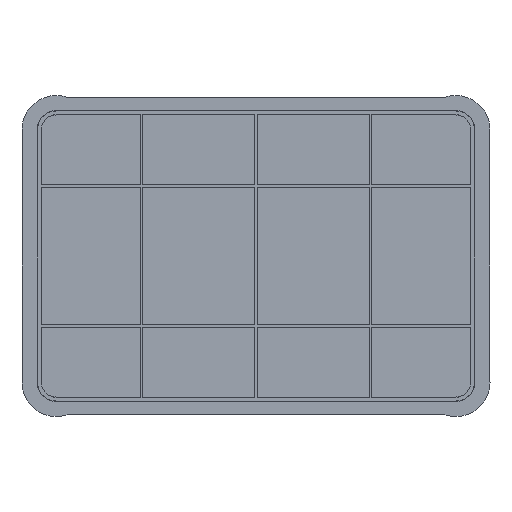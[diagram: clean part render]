
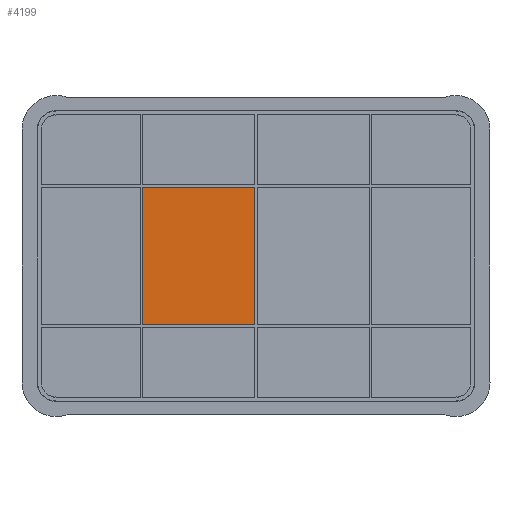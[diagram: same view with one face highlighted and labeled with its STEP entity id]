
A CAD part, front view. The second image highlights one B-rep face of the part: STEP entity #4199.
In plain terms, the highlighted planar face has unit normal (0, -1, 0).
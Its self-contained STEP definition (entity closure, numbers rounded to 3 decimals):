
#206 = CARTESIAN_POINT ( 'NONE',  ( -1.762, 5., 0. ) ) ;
#466 = ORIENTED_EDGE ( 'NONE', *, *, #10588, .T. ) ;
#826 = FACE_OUTER_BOUND ( 'NONE', #10328, .T. ) ;
#941 = VERTEX_POINT ( 'NONE', #7264 ) ;
#1417 = EDGE_CURVE ( 'NONE', #6504, #11667, #6580, .T. ) ;
#1497 = VECTOR ( 'NONE', #12267, 1000. ) ;
#1803 = CARTESIAN_POINT ( 'NONE',  ( -150.238, 5., -91.238 ) ) ;
#2242 = ORIENTED_EDGE ( 'NONE', *, *, #1417, .T. ) ;
#2651 = CARTESIAN_POINT ( 'NONE',  ( 0., 5., -91.238 ) ) ;
#3029 = EDGE_CURVE ( 'NONE', #9640, #6504, #4583, .T. ) ;
#3570 = PLANE ( 'NONE',  #5540 ) ;
#3711 = DIRECTION ( 'NONE',  ( 0., 0., -1. ) ) ;
#4199 = ADVANCED_FACE ( 'NONE', ( #826 ), #3570, .T. ) ;
#4583 = LINE ( 'NONE', #5735, #8627 ) ;
#5140 = LINE ( 'NONE', #2651, #6026 ) ;
#5411 = EDGE_CURVE ( 'NONE', #11667, #941, #5140, .T. ) ;
#5540 = AXIS2_PLACEMENT_3D ( 'NONE', #8715, #7509, #3711 ) ;
#5642 = LINE ( 'NONE', #206, #7418 ) ;
#5735 = CARTESIAN_POINT ( 'NONE',  ( 0., 5., 91.238 ) ) ;
#5892 = DIRECTION ( 'NONE',  ( 0., 0., 1. ) ) ;
#6026 = VECTOR ( 'NONE', #10483, 1000. ) ;
#6504 = VERTEX_POINT ( 'NONE', #10740 ) ;
#6580 = LINE ( 'NONE', #12323, #1497 ) ;
#6912 = ORIENTED_EDGE ( 'NONE', *, *, #5411, .T. ) ;
#7264 = CARTESIAN_POINT ( 'NONE',  ( -1.762, 5., -91.238 ) ) ;
#7418 = VECTOR ( 'NONE', #5892, 1000. ) ;
#7474 = ORIENTED_EDGE ( 'NONE', *, *, #3029, .T. ) ;
#7509 = DIRECTION ( 'NONE',  ( 0., -1., 0. ) ) ;
#8623 = DIRECTION ( 'NONE',  ( -1., 0., 0. ) ) ;
#8627 = VECTOR ( 'NONE', #8623, 1000. ) ;
#8715 = CARTESIAN_POINT ( 'NONE',  ( 0., 5., 0. ) ) ;
#9640 = VERTEX_POINT ( 'NONE', #10362 ) ;
#10328 = EDGE_LOOP ( 'NONE', ( #466, #7474, #2242, #6912 ) ) ;
#10362 = CARTESIAN_POINT ( 'NONE',  ( -1.762, 5., 91.238 ) ) ;
#10483 = DIRECTION ( 'NONE',  ( 1., 0., 0. ) ) ;
#10588 = EDGE_CURVE ( 'NONE', #941, #9640, #5642, .T. ) ;
#10740 = CARTESIAN_POINT ( 'NONE',  ( -150.238, 5., 91.238 ) ) ;
#11667 = VERTEX_POINT ( 'NONE', #1803 ) ;
#12267 = DIRECTION ( 'NONE',  ( 0., 0., -1. ) ) ;
#12323 = CARTESIAN_POINT ( 'NONE',  ( -150.238, 5., 0. ) ) ;
